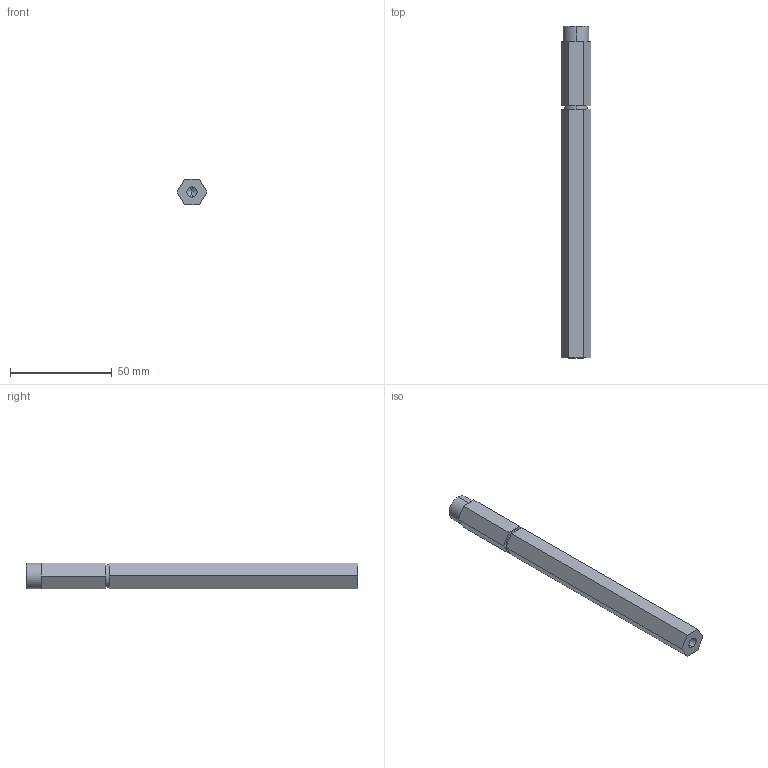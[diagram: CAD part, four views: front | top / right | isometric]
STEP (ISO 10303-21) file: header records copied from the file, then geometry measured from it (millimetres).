
FILE_DESCRIPTION (( 'STEP AP214' ), '1' );
FILE_NAME ('am-0519 Long SS Hex Alum.STEP', '2018-08-14T15:26:01', ( '' ), ( '' ), 'SwSTEP 2.0', 'SolidWorks 2018', '' );
FILE_SCHEMA (( 'AUTOMOTIVE_DESIGN' ));
Length unit declared in the file: inch
Products named in the file (1): am-0519 Long SS Hex Alum
Bounding box: 14.64 x 163.35 x 12.67 mm (x, y, z)
Volume: 21583.3 mm3; surface area: 8196.2 mm2
Topology: 1 solids, 1 shells, 35 faces, 78 edges, 47 vertices
Faces by surface type: plane 23, cylinder 8, cone 4
Entity records: 1010 total; most frequent: DIRECTION 170, CARTESIAN_POINT 159, ORIENTED_EDGE 152, EDGE_CURVE 76, AXIS2_PLACEMENT_3D 58, LINE 54, VECTOR 54, VERTEX_POINT 47
